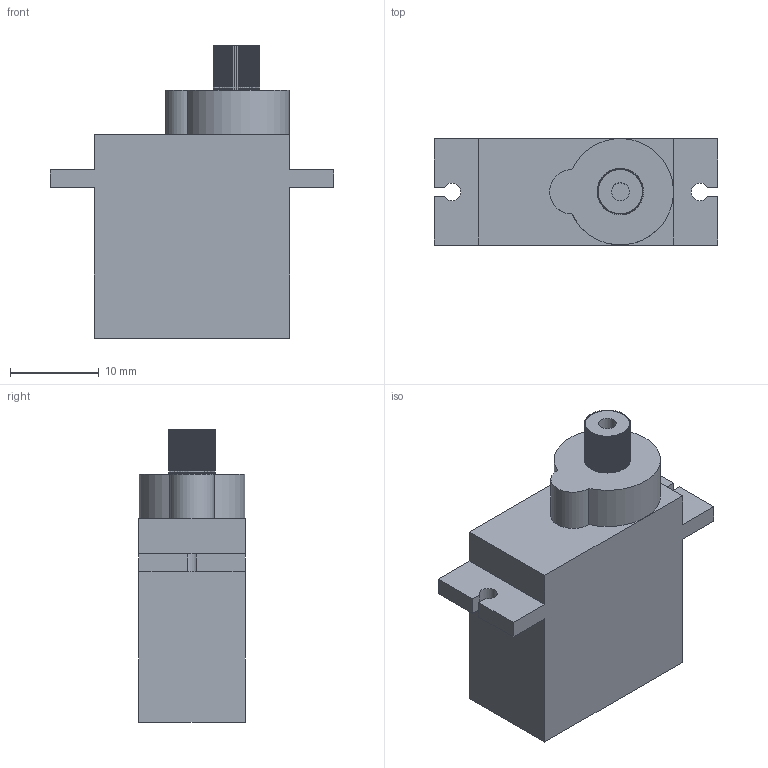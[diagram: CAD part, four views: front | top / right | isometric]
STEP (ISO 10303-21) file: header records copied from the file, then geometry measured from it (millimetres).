
FILE_DESCRIPTION(/* description */ (''),/* implementation_level */ '2;1');
FILE_NAME(/* name */ 'servo motor (mg90s) v1.step',/* time_stamp */ '2023-04-01T02:22:00+05:30',/* author */ (''),/* organization */ (''),/* preprocessor_version */ 'ST-DEVELOPER v19.2',/* originating_system */ 'Autodesk Translation Framework v11.17.0.187',/* authorisation */ '');
FILE_SCHEMA (('AUTOMOTIVE_DESIGN { 1 0 10303 214 3 1 1 }'));
Length unit declared in the file: millimetre
Products named in the file (1): servo motor (mg90s)
Bounding box: 32 x 12 x 33 mm (x, y, z)
Volume: 6985.9 mm3; surface area: 2769.5 mm2
Topology: 1 solids, 1 shells, 448 faces, 1329 edges, 886 vertices
Faces by surface type: plane 373, cylinder 75
Full cylindrical faces by diameter (mm): 2 x1
Entity records: 14863 total; most frequent: CARTESIAN_POINT 2664, ORIENTED_EDGE 2658, DIRECTION 2377, EDGE_CURVE 1329, LINE 1179, VECTOR 1179, VERTEX_POINT 886, AXIS2_PLACEMENT_3D 599
